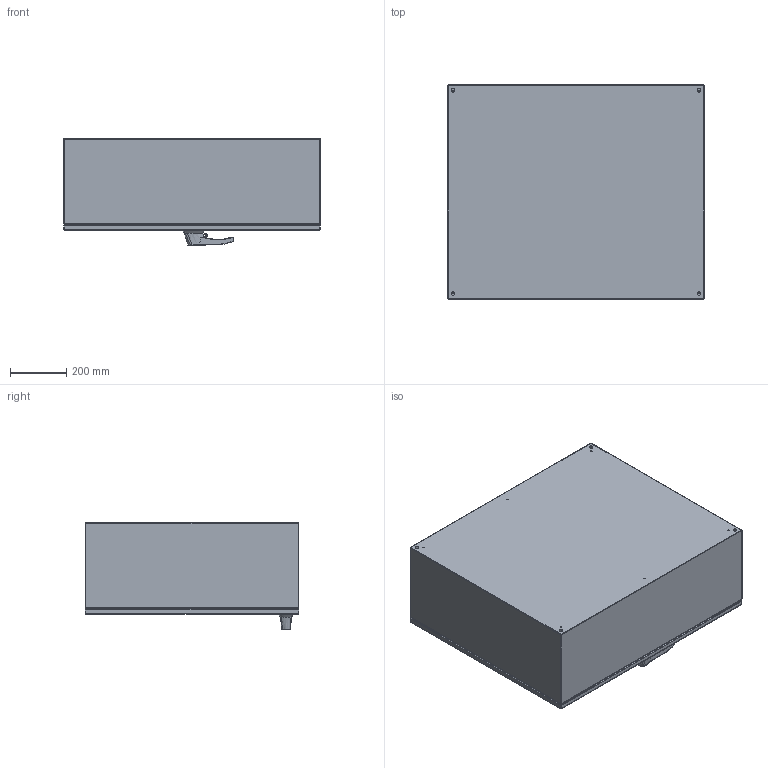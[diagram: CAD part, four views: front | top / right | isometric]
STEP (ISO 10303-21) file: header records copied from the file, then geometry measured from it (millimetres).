
FILE_DESCRIPTION (( 'STEP AP214' ), '1' );
FILE_NAME ('EN4SD363012SSWH.STEP', '2019-11-08T14:15:25', ( '' ), ( '' ), 'SwSTEP 2.0', 'SolidWorks 2019', '' );
FILE_SCHEMA (( 'AUTOMOTIVE_DESIGN' ));
Length unit declared in the file: inch
Products named in the file (1): EN4SD363012SSWH
Bounding box: 914.4 x 762 x 379.93 mm (x, y, z)
Volume: 5255243.5 mm3; surface area: 5599971.2 mm2
Topology: 56 solids, 57 shells, 1391 faces, 3281 edges, 2059 vertices
Faces by surface type: plane 602, cylinder 537, bspline 155, cone 61, torus 36
Entity records: 97771 total; most frequent: CARTESIAN_POINT 47949, ORIENTED_EDGE 6526, DIRECTION 6176, EDGE_CURVE 3263, AXIS2_PLACEMENT_3D 2245, VERTEX_POINT 2059, LINE 1686, VECTOR 1686
